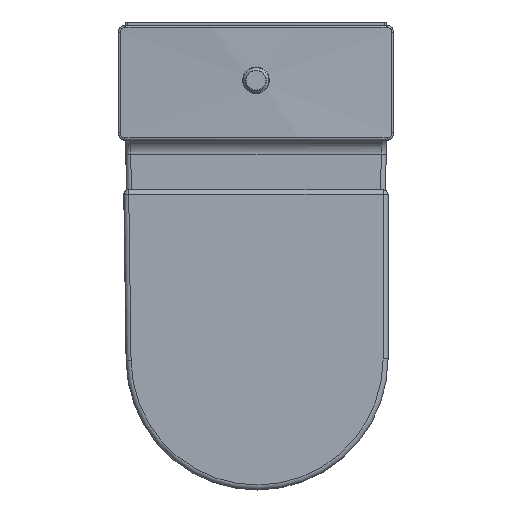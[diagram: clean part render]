
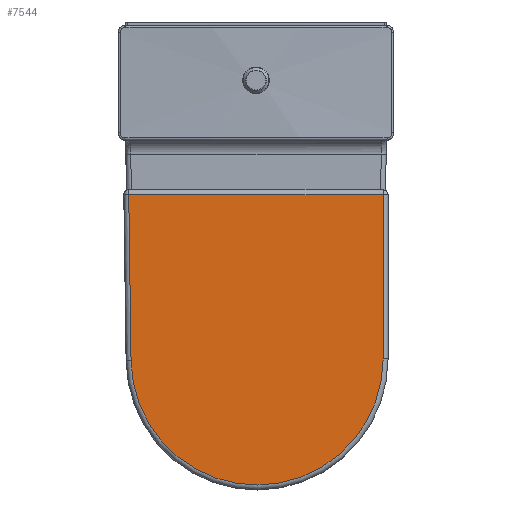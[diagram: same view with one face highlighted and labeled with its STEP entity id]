
A CAD part, top view. The second image highlights one B-rep face of the part: STEP entity #7544.
In plain terms, the highlighted planar face has unit normal (0, 0, 1).
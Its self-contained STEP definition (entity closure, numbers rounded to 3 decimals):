
#7280=CARTESIAN_POINT('',(-1.234,7.991,35.0));
#7281=VERTEX_POINT('',#7280);
#7289=CARTESIAN_POINT('',(233.267,9.617,35.0));
#7290=VERTEX_POINT('',#7289);
#7291=CARTESIAN_POINT('',(-1.234,7.991,35.0));
#7292=DIRECTION('',(1.,0.007,0.0));
#7293=VECTOR('',#7292,234.507);
#7294=LINE('',#7291,#7293);
#7295=EDGE_CURVE('',#7281,#7290,#7294,.T.);
#7322=CARTESIAN_POINT('',(-1.236,-347.991,35.0));
#7323=VERTEX_POINT('',#7322);
#7331=CARTESIAN_POINT('',(0.,-170.,35.0));
#7332=DIRECTION('',(0.0,0.0,-1.0));
#7333=DIRECTION('',(-1.,0.,0.0));
#7334=AXIS2_PLACEMENT_3D('',#7331,#7332,#7333);
#7335=CIRCLE('',#7334,177.996);
#7336=EDGE_CURVE('',#7323,#7281,#7335,.T.);
#7356=CARTESIAN_POINT('',(230.773,-349.603,35.0));
#7357=VERTEX_POINT('',#7356);
#7365=CARTESIAN_POINT('',(230.773,-349.603,35.0));
#7366=DIRECTION('',(-1.,0.007,0.0));
#7367=VECTOR('',#7366,232.014);
#7368=LINE('',#7365,#7367);
#7369=EDGE_CURVE('',#7357,#7323,#7368,.T.);
#7410=CARTESIAN_POINT('',(233.267,9.617,35.0));
#7411=DIRECTION('',(-0.007,-1.,0.0));
#7412=VECTOR('',#7411,359.228);
#7413=LINE('',#7410,#7412);
#7414=EDGE_CURVE('',#7290,#7357,#7413,.T.);
#7533=CARTESIAN_POINT('',(80.239,-169.678,35.0));
#7534=DIRECTION('',(0.0,0.0,1.0));
#7535=DIRECTION('',(1.0,0.0,0.0));
#7536=AXIS2_PLACEMENT_3D('',#7533,#7534,#7535);
#7537=PLANE('',#7536);
#7538=ORIENTED_EDGE('',*,*,#7295,.F.);
#7539=ORIENTED_EDGE('',*,*,#7336,.F.);
#7540=ORIENTED_EDGE('',*,*,#7369,.F.);
#7541=ORIENTED_EDGE('',*,*,#7414,.F.);
#7542=EDGE_LOOP('',(#7538,#7539,#7540,#7541));
#7543=FACE_OUTER_BOUND('',#7542,.T.);
#7544=ADVANCED_FACE('',(#7543),#7537,.T.);
